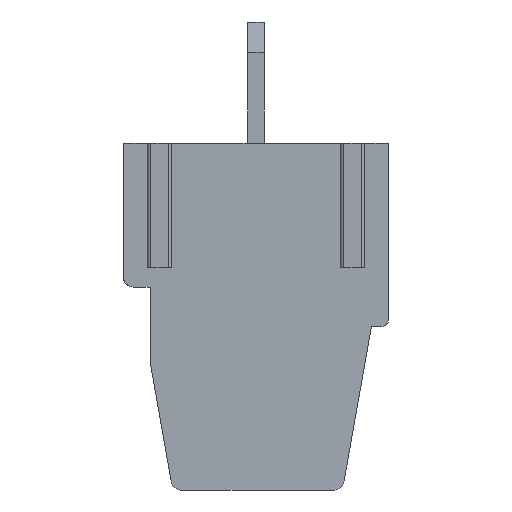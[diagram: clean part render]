
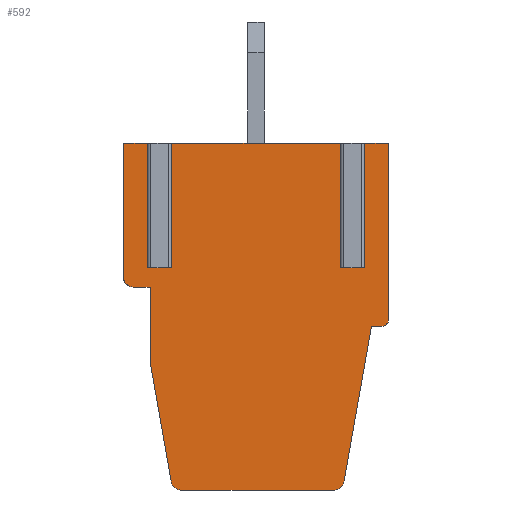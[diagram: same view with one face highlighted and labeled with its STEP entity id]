
A CAD part, front view. The second image highlights one B-rep face of the part: STEP entity #592.
In plain terms, the highlighted planar face has unit normal (0, -1, 0).
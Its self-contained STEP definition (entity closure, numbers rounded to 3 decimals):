
#592 = ADVANCED_FACE( '', ( #1315 ), #1316, .F. );
#1315 = FACE_OUTER_BOUND( '', #2184, .T. );
#1316 = PLANE( '', #2185 );
#2184 = EDGE_LOOP( '', ( #3967, #3968, #3969, #3970, #3971, #3972, #3973, #3974, #3975, #3976, #3977, #3978, #3979, #3980, #3981, #3982, #3983, #3984, #3985, #3986, #3987 ) );
#2185 = AXIS2_PLACEMENT_3D( '', #3988, #3989, #3990 );
#3967 = ORIENTED_EDGE( '', *, *, #5975, .T. );
#3968 = ORIENTED_EDGE( '', *, *, #5976, .T. );
#3969 = ORIENTED_EDGE( '', *, *, #5745, .F. );
#3970 = ORIENTED_EDGE( '', *, *, #5889, .T. );
#3971 = ORIENTED_EDGE( '', *, *, #5977, .T. );
#3972 = ORIENTED_EDGE( '', *, *, #5625, .T. );
#3973 = ORIENTED_EDGE( '', *, *, #5669, .F. );
#3974 = ORIENTED_EDGE( '', *, *, #5978, .T. );
#3975 = ORIENTED_EDGE( '', *, *, #5979, .T. );
#3976 = ORIENTED_EDGE( '', *, *, #5863, .T. );
#3977 = ORIENTED_EDGE( '', *, *, #5980, .T. );
#3978 = ORIENTED_EDGE( '', *, *, #5535, .F. );
#3979 = ORIENTED_EDGE( '', *, *, #5335, .F. );
#3980 = ORIENTED_EDGE( '', *, *, #5521, .F. );
#3981 = ORIENTED_EDGE( '', *, *, #5981, .T. );
#3982 = ORIENTED_EDGE( '', *, *, #5982, .T. );
#3983 = ORIENTED_EDGE( '', *, *, #5962, .T. );
#3984 = ORIENTED_EDGE( '', *, *, #5306, .F. );
#3985 = ORIENTED_EDGE( '', *, *, #5983, .F. );
#3986 = ORIENTED_EDGE( '', *, *, #5984, .T. );
#3987 = ORIENTED_EDGE( '', *, *, #5985, .T. );
#3988 = CARTESIAN_POINT( '', ( 40.298, -40., -4.395 ) );
#3989 = DIRECTION( '', ( 0., 1., 0. ) );
#3990 = DIRECTION( '', ( -1., 0., 0. ) );
#5306 = EDGE_CURVE( '', #6400, #6395, #6402, .T. );
#5335 = EDGE_CURVE( '', #6453, #6455, #6456, .T. );
#5521 = EDGE_CURVE( '', #6774, #6453, #6776, .T. );
#5535 = EDGE_CURVE( '', #6455, #6797, #6798, .T. );
#5625 = EDGE_CURVE( '', #6940, #6944, #6946, .T. );
#5669 = EDGE_CURVE( '', #7021, #6944, #7023, .T. );
#5745 = EDGE_CURVE( '', #7138, #7140, #7141, .T. );
#5863 = EDGE_CURVE( '', #7286, #7314, #7316, .T. );
#5889 = EDGE_CURVE( '', #7138, #7350, #7352, .F. );
#5962 = EDGE_CURVE( '', #7452, #6395, #7454, .F. );
#5975 = EDGE_CURVE( '', #7474, #7475, #7476, .T. );
#5976 = EDGE_CURVE( '', #7475, #7140, #7477, .T. );
#5977 = EDGE_CURVE( '', #7350, #6940, #7478, .T. );
#5978 = EDGE_CURVE( '', #7021, #7479, #7480, .F. );
#5979 = EDGE_CURVE( '', #7479, #7286, #7481, .T. );
#5980 = EDGE_CURVE( '', #7314, #6797, #7482, .F. );
#5981 = EDGE_CURVE( '', #6774, #7483, #7484, .F. );
#5982 = EDGE_CURVE( '', #7483, #7452, #7485, .T. );
#5983 = EDGE_CURVE( '', #7486, #6400, #7487, .T. );
#5984 = EDGE_CURVE( '', #7486, #7488, #7489, .F. );
#5985 = EDGE_CURVE( '', #7488, #7474, #7490, .T. );
#6395 = VERTEX_POINT( '', #8000 );
#6400 = VERTEX_POINT( '', #8007 );
#6402 = LINE( '', #8010, #8011 );
#6453 = VERTEX_POINT( '', #8085 );
#6455 = VERTEX_POINT( '', #8088 );
#6456 = LINE( '', #8089, #8090 );
#6774 = VERTEX_POINT( '', #8567 );
#6776 = LINE( '', #8570, #8571 );
#6797 = VERTEX_POINT( '', #8605 );
#6798 = LINE( '', #8606, #8607 );
#6940 = VERTEX_POINT( '', #8812 );
#6944 = VERTEX_POINT( '', #8817 );
#6946 = LINE( '', #8819, #8820 );
#7021 = VERTEX_POINT( '', #8923 );
#7023 = LINE( '', #8925, #8926 );
#7138 = VERTEX_POINT( '', #9096 );
#7140 = VERTEX_POINT( '', #9098 );
#7141 = LINE( '', #9099, #9100 );
#7286 = VERTEX_POINT( '', #9313 );
#7314 = VERTEX_POINT( '', #9359 );
#7316 = LINE( '', #9362, #9363 );
#7350 = VERTEX_POINT( '', #9412 );
#7352 = LINE( '', #9414, #9415 );
#7452 = VERTEX_POINT( '', #9562 );
#7454 = CIRCLE( '', #9565, 0.298 );
#7474 = VERTEX_POINT( '', #9594 );
#7475 = VERTEX_POINT( '', #9595 );
#7476 = LINE( '', #9596, #9597 );
#7477 = LINE( '', #9598, #9599 );
#7478 = LINE( '', #9600, #9601 );
#7479 = VERTEX_POINT( '', #9602 );
#7480 = LINE( '', #9603, #9604 );
#7481 = LINE( '', #9605, #9606 );
#7482 = CIRCLE( '', #9607, 0.298 );
#7483 = VERTEX_POINT( '', #9608 );
#7484 = CIRCLE( '', #9609, 0.298 );
#7485 = LINE( '', #9610, #9611 );
#7486 = VERTEX_POINT( '', #9612 );
#7487 = LINE( '', #9613, #9614 );
#7488 = VERTEX_POINT( '', #9615 );
#7489 = CIRCLE( '', #9616, 0.198 );
#7490 = LINE( '', #9617, #9618 );
#8000 = CARTESIAN_POINT( '', ( 46.745, -40., -10.317 ) );
#8007 = CARTESIAN_POINT( '', ( 47.577, -40., -5.596 ) );
#8010 = CARTESIAN_POINT( '', ( 47.577, -40., -5.596 ) );
#8011 = VECTOR( '', #10193, 1000. );
#8085 = CARTESIAN_POINT( '', ( 40.814, -40., -6.704 ) );
#8088 = CARTESIAN_POINT( '', ( 40.814, -40., -4.395 ) );
#8089 = CARTESIAN_POINT( '', ( 40.814, -40., -6.704 ) );
#8090 = VECTOR( '', #10218, 1000. );
#8567 = CARTESIAN_POINT( '', ( 41.451, -40., -10.317 ) );
#8570 = CARTESIAN_POINT( '', ( 41.498, -40., -10.587 ) );
#8571 = VECTOR( '', #10383, 1000. );
#8605 = CARTESIAN_POINT( '', ( 40.298, -40., -4.395 ) );
#8606 = CARTESIAN_POINT( '', ( 40.814, -40., -4.395 ) );
#8607 = VECTOR( '', #10393, 1000. );
#8812 = CARTESIAN_POINT( '', ( 41.47, -40., 0. ) );
#8817 = CARTESIAN_POINT( '', ( 41.47, -40., -3.8 ) );
#8819 = CARTESIAN_POINT( '', ( 41.47, -40., 0. ) );
#8820 = VECTOR( '', #10488, 1000. );
#8923 = CARTESIAN_POINT( '', ( 40.73, -40., -3.8 ) );
#8925 = CARTESIAN_POINT( '', ( 40.78, -40., -3.8 ) );
#8926 = VECTOR( '', #10538, 1000. );
#9096 = CARTESIAN_POINT( '', ( 46.63, -40., -3.8 ) );
#9098 = CARTESIAN_POINT( '', ( 47.37, -40., -3.8 ) );
#9099 = CARTESIAN_POINT( '', ( 46.68, -40., -3.8 ) );
#9100 = VECTOR( '', #10623, 1000. );
#9313 = CARTESIAN_POINT( '', ( 40., -40., 0. ) );
#9359 = CARTESIAN_POINT( '', ( 40., -40., -4.098 ) );
#9362 = CARTESIAN_POINT( '', ( 40., -40., 0. ) );
#9363 = VECTOR( '', #10729, 1000. );
#9412 = CARTESIAN_POINT( '', ( 46.63, -40., 0. ) );
#9414 = CARTESIAN_POINT( '', ( 46.63, -40., 0. ) );
#9415 = VECTOR( '', #10754, 1000. );
#9562 = CARTESIAN_POINT( '', ( 46.448, -40., -10.6 ) );
#9565 = AXIS2_PLACEMENT_3D( '', #10815, #10816, #10817 );
#9594 = CARTESIAN_POINT( '', ( 48.096, -40., 0. ) );
#9595 = CARTESIAN_POINT( '', ( 47.37, -40., 0. ) );
#9596 = CARTESIAN_POINT( '', ( 43.497, -40., 0. ) );
#9597 = VECTOR( '', #10827, 1000. );
#9598 = CARTESIAN_POINT( '', ( 47.37, -40., 0. ) );
#9599 = VECTOR( '', #10828, 1000. );
#9600 = CARTESIAN_POINT( '', ( 43.497, -40., 0. ) );
#9601 = VECTOR( '', #10829, 1000. );
#9602 = CARTESIAN_POINT( '', ( 40.73, -40., 0. ) );
#9603 = CARTESIAN_POINT( '', ( 40.73, -40., 0. ) );
#9604 = VECTOR( '', #10830, 1000. );
#9605 = CARTESIAN_POINT( '', ( 43.497, -40., 0. ) );
#9606 = VECTOR( '', #10831, 1000. );
#9607 = AXIS2_PLACEMENT_3D( '', #10832, #10833, #10834 );
#9608 = CARTESIAN_POINT( '', ( 41.748, -40., -10.6 ) );
#9609 = AXIS2_PLACEMENT_3D( '', #10835, #10836, #10837 );
#9610 = CARTESIAN_POINT( '', ( 44.098, -40., -10.6 ) );
#9611 = VECTOR( '', #10838, 1000. );
#9612 = CARTESIAN_POINT( '', ( 47.898, -40., -5.596 ) );
#9613 = CARTESIAN_POINT( '', ( 48.096, -40., -5.596 ) );
#9614 = VECTOR( '', #10839, 1000. );
#9615 = CARTESIAN_POINT( '', ( 48.096, -40., -5.398 ) );
#9616 = AXIS2_PLACEMENT_3D( '', #10840, #10841, #10842 );
#9617 = CARTESIAN_POINT( '', ( 48.096, -40., 0. ) );
#9618 = VECTOR( '', #10843, 1000. );
#10193 = DIRECTION( '', ( -0.174, 0., -0.985 ) );
#10218 = DIRECTION( '', ( 0., 0., 1. ) );
#10383 = DIRECTION( '', ( -0.174, 0., 0.985 ) );
#10393 = DIRECTION( '', ( -1., 0., 0. ) );
#10488 = DIRECTION( '', ( 0., 0., -1. ) );
#10538 = DIRECTION( '', ( 1., 0., 0. ) );
#10623 = DIRECTION( '', ( 1., 0., 0. ) );
#10729 = DIRECTION( '', ( 0., 0., -1. ) );
#10754 = DIRECTION( '', ( 0., 0., -1. ) );
#10815 = CARTESIAN_POINT( '', ( 46.448, -40., -10.302 ) );
#10816 = DIRECTION( '', ( 0., 1., 0. ) );
#10817 = DIRECTION( '', ( 0., 0., 1. ) );
#10827 = DIRECTION( '', ( -1., 0., 0. ) );
#10828 = DIRECTION( '', ( 0., 0., -1. ) );
#10829 = DIRECTION( '', ( -1., 0., 0. ) );
#10830 = DIRECTION( '', ( 0., 0., -1. ) );
#10831 = DIRECTION( '', ( -1., 0., 0. ) );
#10832 = CARTESIAN_POINT( '', ( 40.298, -40., -4.098 ) );
#10833 = DIRECTION( '', ( 0., 1., 0. ) );
#10834 = DIRECTION( '', ( 0., 0., 1. ) );
#10835 = CARTESIAN_POINT( '', ( 41.748, -40., -10.302 ) );
#10836 = DIRECTION( '', ( 0., 1., 0. ) );
#10837 = DIRECTION( '', ( 0., 0., 1. ) );
#10838 = DIRECTION( '', ( 1., 0., 0. ) );
#10839 = DIRECTION( '', ( -1., 0., 0. ) );
#10840 = CARTESIAN_POINT( '', ( 47.898, -40., -5.398 ) );
#10841 = DIRECTION( '', ( 0., 1., 0. ) );
#10842 = DIRECTION( '', ( 0., 0., 1. ) );
#10843 = DIRECTION( '', ( 0., 0., 1. ) );
